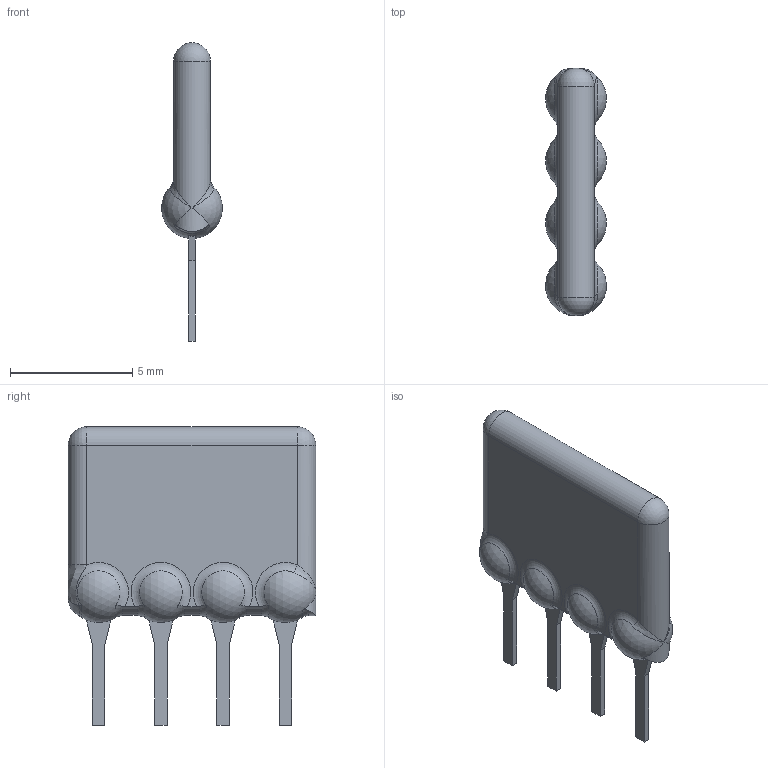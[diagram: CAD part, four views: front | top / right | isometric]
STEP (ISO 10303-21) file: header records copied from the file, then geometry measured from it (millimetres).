
FILE_DESCRIPTION((''),'2;1');
FILE_NAME('4614H','2012-08-22T',('ryans'),('Bourns, Inc.'),'PRO/ENGINEER BY PARAMETRIC TECHNOLOGY CORPORATION, 2010100','PRO/ENGINEER BY PARAMETRIC TECHNOLOGY CORPORATION, 2010100','');
FILE_SCHEMA(('CONFIG_CONTROL_DESIGN'));
Length unit declared in the file: millimetre
Products named in the file (1): 4614H
Bounding box: 2.48 x 10.11 x 12.19 mm (x, y, z)
Volume: 120.5 mm3; surface area: 232.9 mm2
Topology: 1 solids, 9 shells, 106 faces, 230 edges, 142 vertices
Faces by surface type: plane 47, torus 16, cylinder 16, cone 16, sphere 6, bspline 5
Entity records: 3407 total; most frequent: CARTESIAN_POINT 1160, ORIENTED_EDGE 452, DIRECTION 444, EDGE_CURVE 226, AXIS2_PLACEMENT_3D 176, VERTEX_POINT 142, EDGE_LOOP 110, FACE_OUTER_BOUND 106
